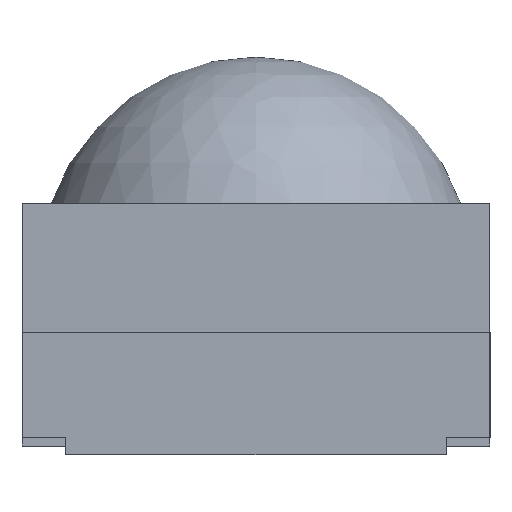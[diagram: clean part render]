
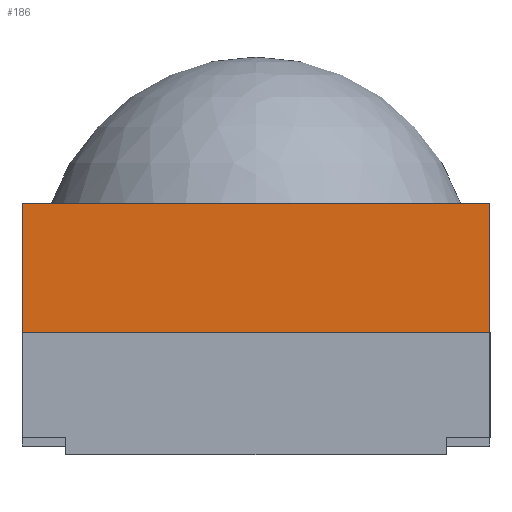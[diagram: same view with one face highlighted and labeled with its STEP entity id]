
A CAD part, left-side view. The second image highlights one B-rep face of the part: STEP entity #186.
In plain terms, the highlighted planar face has unit normal (-1, 0, 0).
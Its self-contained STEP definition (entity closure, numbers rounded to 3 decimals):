
#71 = EDGE_LOOP ( 'NONE', ( #1265, #1248, #1304, #1267 ) ) ;
#186 = ADVANCED_FACE ( 'NONE', ( #846 ), #1903, .T. ) ;
#312 = EDGE_CURVE ( 'NONE', #888, #884, #2733, .T. ) ;
#340 = EDGE_CURVE ( 'NONE', #884, #1557, #2009, .T. ) ;
#342 = EDGE_CURVE ( 'NONE', #877, #888, #2020, .T. ) ;
#348 = EDGE_CURVE ( 'NONE', #877, #1557, #2032, .T. ) ;
#572 = VECTOR ( 'NONE', #2732, 1000. ) ;
#575 = VECTOR ( 'NONE', #2017, 1000. ) ;
#584 = VECTOR ( 'NONE', #2013, 1000. ) ;
#586 = VECTOR ( 'NONE', #2035, 1000. ) ;
#846 = FACE_OUTER_BOUND ( 'NONE', #71, .T. ) ;
#858 = AXIS2_PLACEMENT_3D ( 'NONE', #1902, #1892, #1901 ) ;
#877 = VERTEX_POINT ( 'NONE', #2166 ) ;
#884 = VERTEX_POINT ( 'NONE', #2199 ) ;
#888 = VERTEX_POINT ( 'NONE', #2226 ) ;
#1248 = ORIENTED_EDGE ( 'NONE', *, *, #340, .T. ) ;
#1265 = ORIENTED_EDGE ( 'NONE', *, *, #312, .T. ) ;
#1267 = ORIENTED_EDGE ( 'NONE', *, *, #342, .T. ) ;
#1304 = ORIENTED_EDGE ( 'NONE', *, *, #348, .F. ) ;
#1557 = VERTEX_POINT ( 'NONE', #2338 ) ;
#1892 = DIRECTION ( 'NONE',  ( -1., 0., 0. ) ) ;
#1901 = DIRECTION ( 'NONE',  ( 0., -1., 0. ) ) ;
#1902 = CARTESIAN_POINT ( 'NONE',  ( 236.406, 110.43, 0. ) ) ;
#1903 = PLANE ( 'NONE',  #858 ) ;
#2009 = LINE ( 'NONE', #2014, #575 ) ;
#2013 = DIRECTION ( 'NONE',  ( 0., 0., -1. ) ) ;
#2014 = CARTESIAN_POINT ( 'NONE',  ( 236.406, 109.63, 0.125 ) ) ;
#2015 = CARTESIAN_POINT ( 'NONE',  ( 236.406, 110.43, 0.125 ) ) ;
#2017 = DIRECTION ( 'NONE',  ( 0., 0., 1. ) ) ;
#2020 = LINE ( 'NONE', #2015, #584 ) ;
#2032 = LINE ( 'NONE', #2034, #586 ) ;
#2034 = CARTESIAN_POINT ( 'NONE',  ( 236.406, 110.03, 0.25 ) ) ;
#2035 = DIRECTION ( 'NONE',  ( 0., -1., 0. ) ) ;
#2166 = CARTESIAN_POINT ( 'NONE',  ( 236.406, 110.43, 0.25 ) ) ;
#2199 = CARTESIAN_POINT ( 'NONE',  ( 236.406, 109.63, 0. ) ) ;
#2226 = CARTESIAN_POINT ( 'NONE',  ( 236.406, 110.43, 0. ) ) ;
#2338 = CARTESIAN_POINT ( 'NONE',  ( 236.406, 109.63, 0.25 ) ) ;
#2732 = DIRECTION ( 'NONE',  ( 0., -1., 0. ) ) ;
#2733 = LINE ( 'NONE', #2745, #572 ) ;
#2745 = CARTESIAN_POINT ( 'NONE',  ( 236.406, 110.03, 0. ) ) ;
